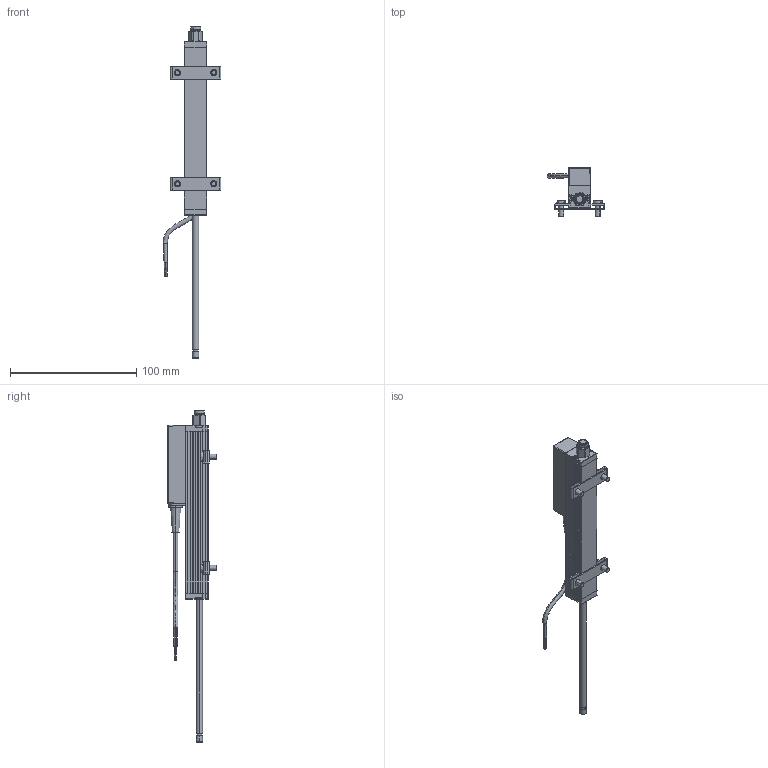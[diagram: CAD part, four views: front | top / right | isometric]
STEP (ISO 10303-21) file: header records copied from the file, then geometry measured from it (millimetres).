
FILE_DESCRIPTION (( 'STEP AP214' ), '1' );
FILE_NAME ('TE1-0100-101-411-202_eingefahren.STEP', '2014-02-25T08:48:31', ( 'dummy' ), ( 'Hewlett-Packard Company' ), 'SwSTEP 2.0', 'SolidWorks 2013', '' );
FILE_SCHEMA (( 'AUTOMOTIVE_DESIGN' ));
Length unit declared in the file: millimetre
Products named in the file (1): TE1-0100-101-411-202_eingefahren
Bounding box: 45.9 x 38.85 x 263 mm (x, y, z)
Surface area: 24024.6 mm2 (no closed solid volume)
Topology: 0 solids, 31 shells, 501 faces, 1594 edges, 1083 vertices
Faces by surface type: plane 227, cylinder 195, cone 46, torus 18, sphere 10, bspline 5
Entity records: 23240 total; most frequent: CARTESIAN_POINT 3756, DIRECTION 3142, ORIENTED_EDGE 2430, EDGE_CURVE 1588, AXIS2_PLACEMENT_3D 1129, VERTEX_POINT 1083, VECTOR 884, LINE 884
